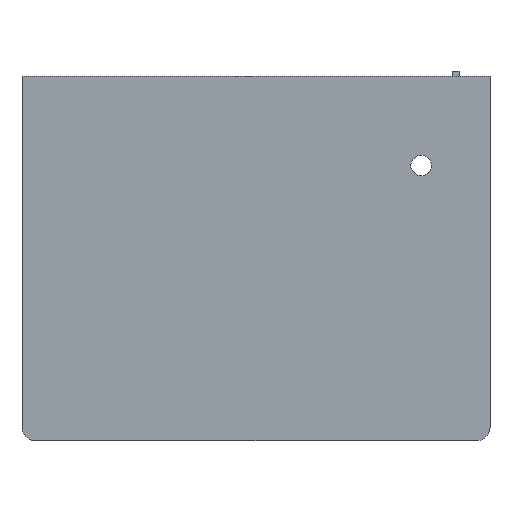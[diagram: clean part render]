
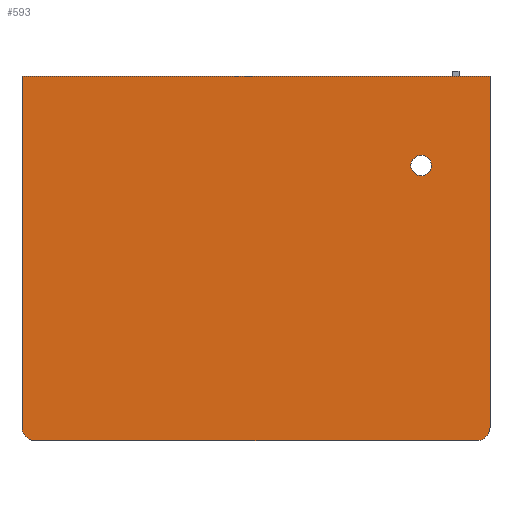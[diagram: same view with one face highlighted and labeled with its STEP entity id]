
A CAD part, front view. The second image highlights one B-rep face of the part: STEP entity #593.
In plain terms, the highlighted planar face has unit normal (0, -1, 0).
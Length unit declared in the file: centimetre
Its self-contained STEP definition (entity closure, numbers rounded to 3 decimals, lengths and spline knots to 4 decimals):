
#12=FACE_BOUND('',#986,.T.);
#593=ADVANCED_FACE('',(#789,#12),#2851,.T.);
#789=FACE_OUTER_BOUND('',#985,.T.);
#985=EDGE_LOOP('',(#1807,#1808,#1809,#1810,#1811,#1812));
#986=EDGE_LOOP('',(#1813,#1814));
#1807=ORIENTED_EDGE('',*,*,#2243,.F.);
#1808=ORIENTED_EDGE('',*,*,#2240,.F.);
#1809=ORIENTED_EDGE('',*,*,#2237,.F.);
#1810=ORIENTED_EDGE('',*,*,#2234,.F.);
#1811=ORIENTED_EDGE('',*,*,#2231,.F.);
#1812=ORIENTED_EDGE('',*,*,#2227,.F.);
#1813=ORIENTED_EDGE('',*,*,#2249,.F.);
#1814=ORIENTED_EDGE('',*,*,#2245,.F.);
#2227=EDGE_CURVE('',#2701,#2702,#2412,.T.);
#2231=EDGE_CURVE('',#2702,#2705,#2416,.T.);
#2234=EDGE_CURVE('',#2705,#2707,#2419,.T.);
#2237=EDGE_CURVE('',#2707,#2709,#2422,.T.);
#2240=EDGE_CURVE('',#2709,#2711,#2425,.T.);
#2243=EDGE_CURVE('',#2711,#2701,#2428,.T.);
#2245=EDGE_CURVE('',#2713,#2715,#2430,.T.);
#2249=EDGE_CURVE('',#2715,#2713,#2434,.T.);
#2412=(
BOUNDED_CURVE()
B_SPLINE_CURVE(2,(#5266,#5267,#5268),.UNSPECIFIED.,.F.,.F.)
B_SPLINE_CURVE_WITH_KNOTS((3,3),(-66.,-2.),.UNSPECIFIED.)
CURVE()
GEOMETRIC_REPRESENTATION_ITEM()
RATIONAL_B_SPLINE_CURVE((1.,1.,1.))
REPRESENTATION_ITEM('')
);
#2416=(
BOUNDED_CURVE()
B_SPLINE_CURVE(2,(#5276,#5277,#5278),.UNSPECIFIED.,.F.,.F.)
B_SPLINE_CURVE_WITH_KNOTS((3,3),(-2.,1.1416),
 .UNSPECIFIED.)
CURVE()
GEOMETRIC_REPRESENTATION_ITEM()
RATIONAL_B_SPLINE_CURVE((1.,0.707,1.))
REPRESENTATION_ITEM('')
);
#2419=(
BOUNDED_CURVE()
B_SPLINE_CURVE(2,(#5284,#5285,#5286),.UNSPECIFIED.,.F.,.F.)
B_SPLINE_CURVE_WITH_KNOTS((3,3),(1.1416,52.1416),
 .UNSPECIFIED.)
CURVE()
GEOMETRIC_REPRESENTATION_ITEM()
RATIONAL_B_SPLINE_CURVE((1.,1.,1.))
REPRESENTATION_ITEM('')
);
#2422=(
BOUNDED_CURVE()
B_SPLINE_CURVE(2,(#5292,#5293,#5294),.UNSPECIFIED.,.F.,.F.)
B_SPLINE_CURVE_WITH_KNOTS((3,3),(52.1416,120.1416),
 .UNSPECIFIED.)
CURVE()
GEOMETRIC_REPRESENTATION_ITEM()
RATIONAL_B_SPLINE_CURVE((1.,1.,1.))
REPRESENTATION_ITEM('')
);
#2425=(
BOUNDED_CURVE()
B_SPLINE_CURVE(2,(#5300,#5301,#5302),.UNSPECIFIED.,.F.,.F.)
B_SPLINE_CURVE_WITH_KNOTS((3,3),(120.1416,171.1416),
 .UNSPECIFIED.)
CURVE()
GEOMETRIC_REPRESENTATION_ITEM()
RATIONAL_B_SPLINE_CURVE((1.,1.,1.))
REPRESENTATION_ITEM('')
);
#2428=(
BOUNDED_CURVE()
B_SPLINE_CURVE(2,(#5308,#5309,#5310),.UNSPECIFIED.,.F.,.F.)
B_SPLINE_CURVE_WITH_KNOTS((3,3),(171.1416,174.2832),
 .UNSPECIFIED.)
CURVE()
GEOMETRIC_REPRESENTATION_ITEM()
RATIONAL_B_SPLINE_CURVE((1.,0.707,1.))
REPRESENTATION_ITEM('')
);
#2430=(
BOUNDED_CURVE()
B_SPLINE_CURVE(2,(#5314,#5315,#5316,#5317,#5318),.UNSPECIFIED.,.F.,.F.)
B_SPLINE_CURVE_WITH_KNOTS((3,2,3),(-9.4248,-7.0686,
-4.7124),.UNSPECIFIED.)
CURVE()
GEOMETRIC_REPRESENTATION_ITEM()
RATIONAL_B_SPLINE_CURVE((1.,0.707,1.,0.707,1.))
REPRESENTATION_ITEM('')
);
#2434=(
BOUNDED_CURVE()
B_SPLINE_CURVE(2,(#5328,#5329,#5330,#5331,#5332),.UNSPECIFIED.,.F.,.F.)
B_SPLINE_CURVE_WITH_KNOTS((3,2,3),(-4.7124,-2.3562,
0.),.UNSPECIFIED.)
CURVE()
GEOMETRIC_REPRESENTATION_ITEM()
RATIONAL_B_SPLINE_CURVE((1.,0.707,1.,0.707,1.))
REPRESENTATION_ITEM('')
);
#2701=VERTEX_POINT('',#5250);
#2702=VERTEX_POINT('',#5251);
#2705=VERTEX_POINT('',#5254);
#2707=VERTEX_POINT('',#5256);
#2709=VERTEX_POINT('',#5258);
#2711=VERTEX_POINT('',#5260);
#2713=VERTEX_POINT('',#5262);
#2715=VERTEX_POINT('',#5264);
#2851=PLANE('',#3067);
#3067=AXIS2_PLACEMENT_3D('',#5228,#3207,$);
#3207=DIRECTION('',(0.,-1.,0.));
#5228=CARTESIAN_POINT('',(19.5,46.,92.625));
#5250=CARTESIAN_POINT('',(94.,46.,33.));
#5251=CARTESIAN_POINT('',(30.,46.,33.));
#5254=CARTESIAN_POINT('',(28.,46.,35.));
#5256=CARTESIAN_POINT('',(28.,46.,86.));
#5258=CARTESIAN_POINT('',(96.,46.,86.));
#5260=CARTESIAN_POINT('',(96.,46.,35.));
#5262=CARTESIAN_POINT('',(84.5,46.,73.));
#5264=CARTESIAN_POINT('',(87.5,46.,73.));
#5266=CARTESIAN_POINT('',(94.,46.,33.));
#5267=CARTESIAN_POINT('',(62.,46.,33.));
#5268=CARTESIAN_POINT('',(30.,46.,33.));
#5276=CARTESIAN_POINT('',(30.,46.,33.));
#5277=CARTESIAN_POINT('',(28.,46.,33.));
#5278=CARTESIAN_POINT('',(28.,46.,35.));
#5284=CARTESIAN_POINT('',(28.,46.,35.));
#5285=CARTESIAN_POINT('',(28.,46.,60.5));
#5286=CARTESIAN_POINT('',(28.,46.,86.));
#5292=CARTESIAN_POINT('',(28.,46.,86.));
#5293=CARTESIAN_POINT('',(62.,46.,86.));
#5294=CARTESIAN_POINT('',(96.,46.,86.));
#5300=CARTESIAN_POINT('',(96.,46.,86.));
#5301=CARTESIAN_POINT('',(96.,46.,60.5));
#5302=CARTESIAN_POINT('',(96.,46.,35.));
#5308=CARTESIAN_POINT('',(96.,46.,35.));
#5309=CARTESIAN_POINT('',(96.,46.,33.));
#5310=CARTESIAN_POINT('',(94.,46.,33.));
#5314=CARTESIAN_POINT('',(84.5,46.,73.));
#5315=CARTESIAN_POINT('',(84.5,46.,71.5));
#5316=CARTESIAN_POINT('',(86.,46.,71.5));
#5317=CARTESIAN_POINT('',(87.5,46.,71.5));
#5318=CARTESIAN_POINT('',(87.5,46.,73.));
#5328=CARTESIAN_POINT('',(87.5,46.,73.));
#5329=CARTESIAN_POINT('',(87.5,46.,74.5));
#5330=CARTESIAN_POINT('',(86.,46.,74.5));
#5331=CARTESIAN_POINT('',(84.5,46.,74.5));
#5332=CARTESIAN_POINT('',(84.5,46.,73.));
